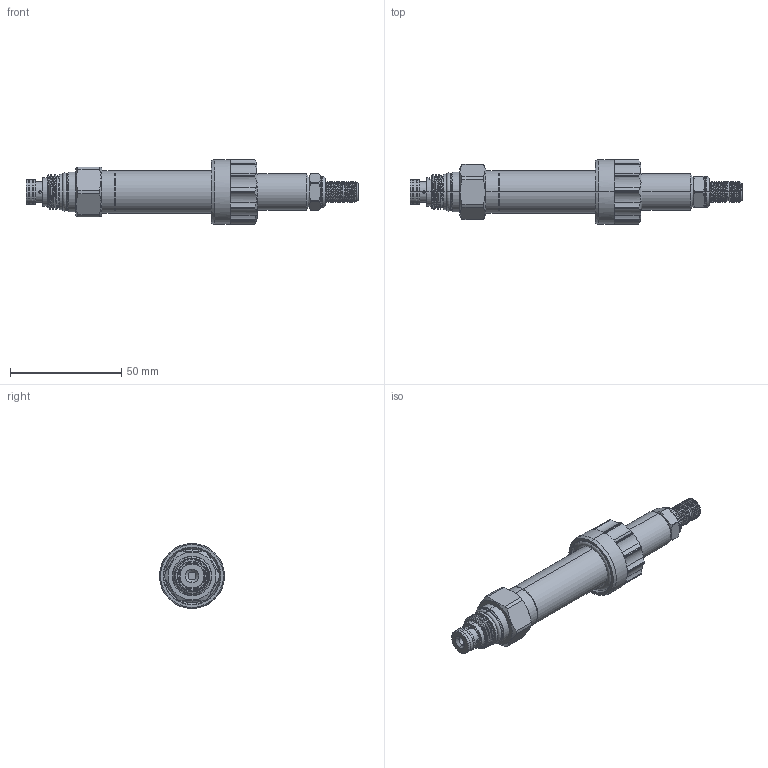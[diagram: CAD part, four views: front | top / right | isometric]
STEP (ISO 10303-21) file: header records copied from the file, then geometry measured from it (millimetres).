
FILE_DESCRIPTION (( 'STEP AP203' ), '1' );
FILE_NAME ('PRB8A2D-M.STEP', '2016-07-27T06:29:25', ( '' ), ( '' ), 'SwSTEP 2.0', 'SolidWorks 2012', '' );
FILE_SCHEMA (( 'CONFIG_CONTROL_DESIGN' ));
Length unit declared in the file: millimetre
Products named in the file (1): PRB8A2D-M
Bounding box: 149.51 x 29.2 x 29.2 mm (x, y, z)
Volume: 38489.7 mm3; surface area: 18391.5 mm2
Topology: 7 solids, 7 shells, 524 faces, 1324 edges, 845 vertices
Faces by surface type: cylinder 238, plane 149, cone 81, torus 28, bspline 26, sphere 2
Entity records: 30610 total; most frequent: CARTESIAN_POINT 18570, ORIENTED_EDGE 2644, DIRECTION 2370, EDGE_CURVE 1322, AXIS2_PLACEMENT_3D 908, VERTEX_POINT 845, EDGE_LOOP 565, LINE 554
